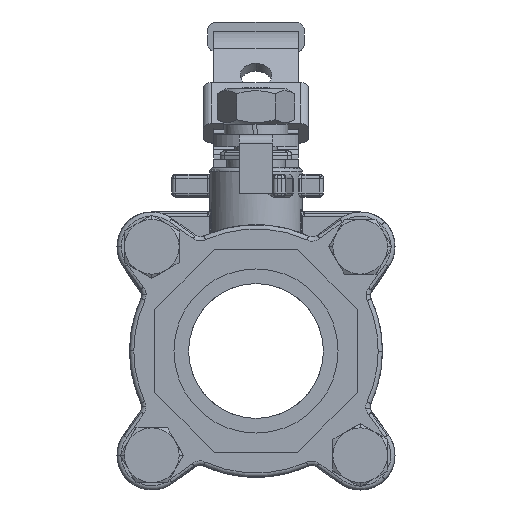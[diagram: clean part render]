
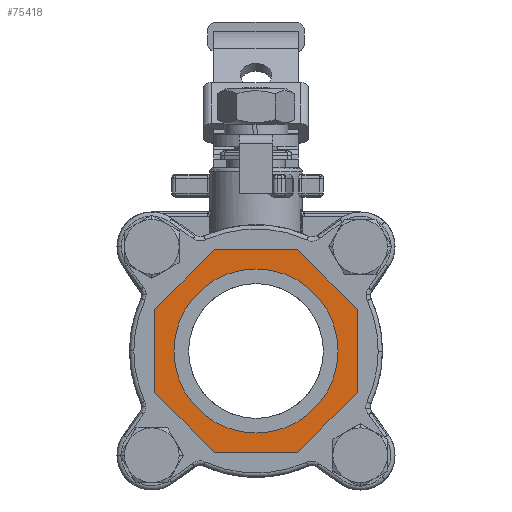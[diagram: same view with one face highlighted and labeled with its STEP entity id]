
A CAD part, left-side view. The second image highlights one B-rep face of the part: STEP entity #75418.
In plain terms, the highlighted planar face has unit normal (-1, 0, 0).
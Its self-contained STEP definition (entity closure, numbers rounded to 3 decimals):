
#75082=CARTESIAN_POINT('',(-48.5,19.476,0.));
#75083=VERTEX_POINT('',#75082);
#75092=CARTESIAN_POINT('',(-48.5,-19.476,0.));
#75093=VERTEX_POINT('',#75092);
#75094=CARTESIAN_POINT('',(-48.5,0.,0.));
#75095=DIRECTION('',(1.,-0.,-0.));
#75096=DIRECTION('',(0.,1.,0.));
#75097=AXIS2_PLACEMENT_3D('',#75094,#75095,#75096);
#75098=CIRCLE('',#75097,19.476);
#75099=EDGE_CURVE('',#75093,#75083,#75098,.T.);
#75160=CARTESIAN_POINT('',(-48.5,24.,-9.941));
#75161=VERTEX_POINT('',#75160);
#75168=CARTESIAN_POINT('',(-48.5,24.,9.941));
#75169=VERTEX_POINT('',#75168);
#75170=CARTESIAN_POINT('',(-48.5,24.,9.941));
#75171=DIRECTION('',(-0.,-0.,-1.));
#75172=VECTOR('',#75171,19.882);
#75173=LINE('',#75170,#75172);
#75174=EDGE_CURVE('',#75169,#75161,#75173,.T.);
#75199=CARTESIAN_POINT('',(-48.5,9.941,24.));
#75200=VERTEX_POINT('',#75199);
#75201=CARTESIAN_POINT('',(-48.5,9.941,24.));
#75202=DIRECTION('',(0.,0.707,-0.707));
#75203=VECTOR('',#75202,19.882);
#75204=LINE('',#75201,#75203);
#75205=EDGE_CURVE('',#75200,#75169,#75204,.T.);
#75230=CARTESIAN_POINT('',(-48.5,-9.941,24.));
#75231=VERTEX_POINT('',#75230);
#75232=CARTESIAN_POINT('',(-48.5,-9.941,24.));
#75233=DIRECTION('',(0.,1.,-0.));
#75234=VECTOR('',#75233,19.882);
#75235=LINE('',#75232,#75234);
#75236=EDGE_CURVE('',#75231,#75200,#75235,.T.);
#75261=CARTESIAN_POINT('',(-48.5,-24.,9.941));
#75262=VERTEX_POINT('',#75261);
#75263=CARTESIAN_POINT('',(-48.5,-24.,9.941));
#75264=DIRECTION('',(0.,0.707,0.707));
#75265=VECTOR('',#75264,19.882);
#75266=LINE('',#75263,#75265);
#75267=EDGE_CURVE('',#75262,#75231,#75266,.T.);
#75292=CARTESIAN_POINT('',(-48.5,-24.,-9.941));
#75293=VERTEX_POINT('',#75292);
#75294=CARTESIAN_POINT('',(-48.5,-24.,-9.941));
#75295=DIRECTION('',(0.,0.,1.));
#75296=VECTOR('',#75295,19.882);
#75297=LINE('',#75294,#75296);
#75298=EDGE_CURVE('',#75293,#75262,#75297,.T.);
#75323=CARTESIAN_POINT('',(-48.5,-9.941,-24.));
#75324=VERTEX_POINT('',#75323);
#75325=CARTESIAN_POINT('',(-48.5,-9.941,-24.));
#75326=DIRECTION('',(-0.,-0.707,0.707));
#75327=VECTOR('',#75326,19.882);
#75328=LINE('',#75325,#75327);
#75329=EDGE_CURVE('',#75324,#75293,#75328,.T.);
#75354=CARTESIAN_POINT('',(-48.5,9.941,-24.));
#75355=VERTEX_POINT('',#75354);
#75356=CARTESIAN_POINT('',(-48.5,9.941,-24.));
#75357=DIRECTION('',(-0.,-1.,0.));
#75358=VECTOR('',#75357,19.882);
#75359=LINE('',#75356,#75358);
#75360=EDGE_CURVE('',#75355,#75324,#75359,.T.);
#75383=CARTESIAN_POINT('',(-48.5,24.,-9.941));
#75384=DIRECTION('',(-0.,-0.707,-0.707));
#75385=VECTOR('',#75384,19.882);
#75386=LINE('',#75383,#75385);
#75387=EDGE_CURVE('',#75161,#75355,#75386,.T.);
#75393=CARTESIAN_POINT('',(-48.5,-0.,0.));
#75394=DIRECTION('',(-1.,0.,0.));
#75395=DIRECTION('',(0.,1.,0.));
#75396=AXIS2_PLACEMENT_3D('',#75393,#75394,#75395);
#75397=PLANE('',#75396);
#75398=ORIENTED_EDGE('',*,*,#75387,.T.);
#75399=ORIENTED_EDGE('',*,*,#75360,.T.);
#75400=ORIENTED_EDGE('',*,*,#75329,.T.);
#75401=ORIENTED_EDGE('',*,*,#75298,.T.);
#75402=ORIENTED_EDGE('',*,*,#75267,.T.);
#75403=ORIENTED_EDGE('',*,*,#75236,.T.);
#75404=ORIENTED_EDGE('',*,*,#75205,.T.);
#75405=ORIENTED_EDGE('',*,*,#75174,.T.);
#75406=EDGE_LOOP('',(#75398,#75399,#75400,#75401,#75402,#75403,#75404,#75405));
#75407=FACE_BOUND('',#75406,.T.);
#75408=CARTESIAN_POINT('',(-48.5,0.,0.));
#75409=DIRECTION('',(1.,-0.,-0.));
#75410=DIRECTION('',(0.,1.,0.));
#75411=AXIS2_PLACEMENT_3D('',#75408,#75409,#75410);
#75412=CIRCLE('',#75411,19.476);
#75413=EDGE_CURVE('',#75083,#75093,#75412,.T.);
#75414=ORIENTED_EDGE('',*,*,#75413,.T.);
#75415=ORIENTED_EDGE('',*,*,#75099,.T.);
#75416=EDGE_LOOP('',(#75414,#75415));
#75417=FACE_BOUND('',#75416,.T.);
#75418=ADVANCED_FACE('',(#75407,#75417),#75397,.T.);
